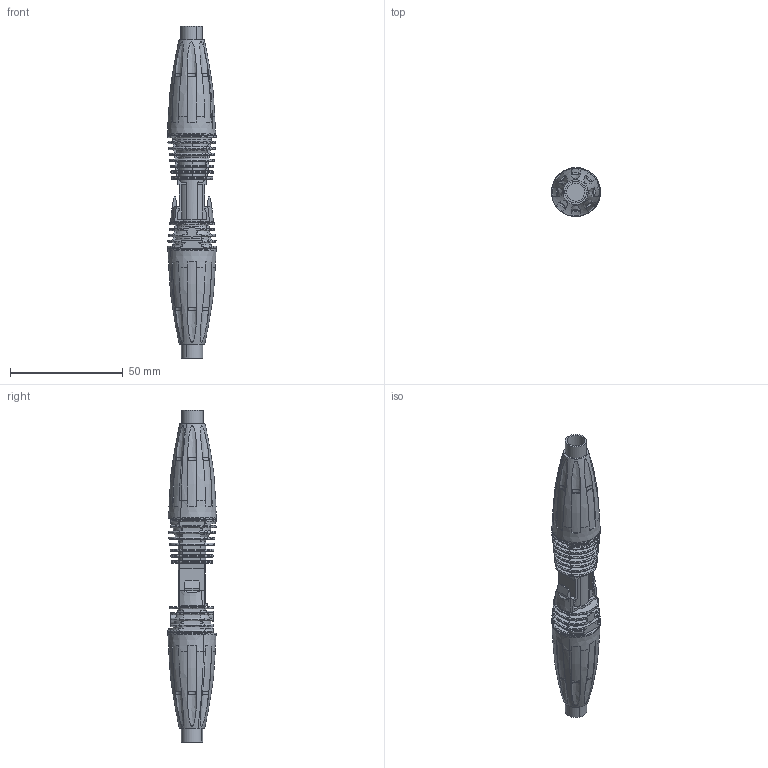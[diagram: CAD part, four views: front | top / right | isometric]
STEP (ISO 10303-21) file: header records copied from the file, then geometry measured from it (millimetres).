
FILE_DESCRIPTION(('CATIA V5 STEP Exchange','CAx-IF Rec.Pracs.--- Model Styling and Organization---1.5--- 2016-08-15','CAx-IF Rec.Pracs.---Supplemental Geometry---1.0---2011-11-01','CAx-IF Rec.Pracs.--- Composite Materials ---1.1---2010-07-15'),'2;1');
FILE_NAME ('013116-3_1', '2024-12-12T07:15:29+00:00', ('none'), ('Weidmueller'), 'CATIA Version 5-6 Release 2022 SP4 HF5', 'CATIA V5 STEP AP214 v3', 'none');
FILE_SCHEMA(('AUTOMOTIVE_DESIGN { 1 0 10303 214 1 1 1 1 }'));
Length unit declared in the file: millimetre
Products named in the file (1): 1422030000
Bounding box: 21.79 x 21.8 x 147.46 mm (x, y, z)
Volume: 26414.2 mm3; surface area: 23051.7 mm2
Topology: 1 solids, 5 shells, 1310 faces, 3677 edges, 2398 vertices
Faces by surface type: plane 545, cylinder 356, torus 199, cone 74, bspline 67, extrusion 36, revolution 29, sphere 4
Entity records: 44557 total; most frequent: CARTESIAN_POINT 14256, ORIENTED_EDGE 7346, DIRECTION 3948, EDGE_CURVE 3673, VERTEX_POINT 2398, AXIS2_PLACEMENT_3D 1775, VECTOR 1589, LINE 1553
